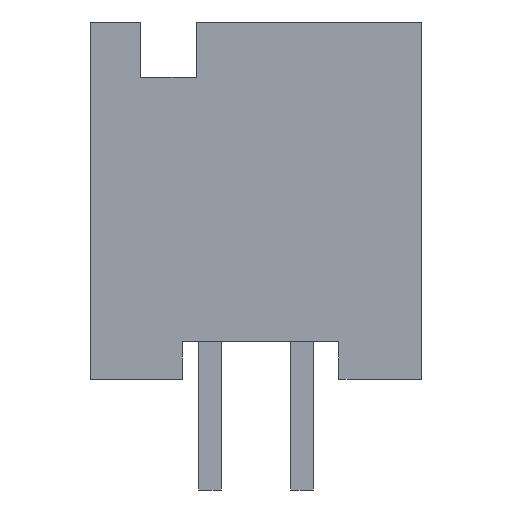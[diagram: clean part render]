
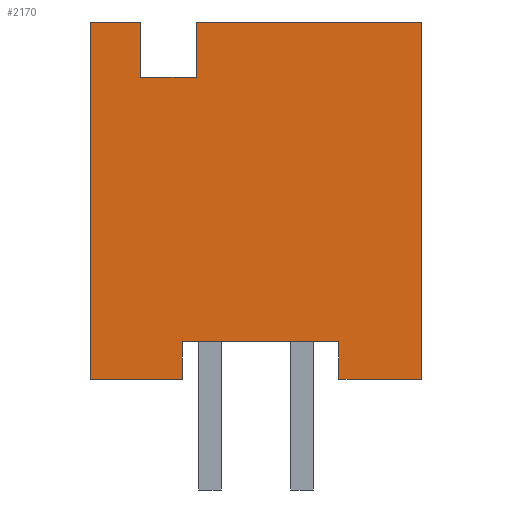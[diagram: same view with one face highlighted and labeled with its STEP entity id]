
A CAD part, left-side view. The second image highlights one B-rep face of the part: STEP entity #2170.
In plain terms, the highlighted planar face has unit normal (-1, 0, 0).
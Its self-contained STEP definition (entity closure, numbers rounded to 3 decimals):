
#132=DIRECTION('',(0.,-1.,0.));
#133=VECTOR('',#132,6.223);
#134=CARTESIAN_POINT('',(-10.16,1.651,0.));
#135=LINE('',#134,#133);
#140=DIRECTION('',(0.,-1.,0.));
#141=VECTOR('',#140,1.397);
#142=CARTESIAN_POINT('',(-10.16,4.572,0.));
#143=LINE('',#142,#141);
#184=DIRECTION('',(0.,0.,-1.));
#185=VECTOR('',#184,1.524);
#186=CARTESIAN_POINT('',(-10.16,1.651,0.));
#187=LINE('',#186,#185);
#188=DIRECTION('',(0.,0.,-1.));
#189=VECTOR('',#188,1.041);
#190=CARTESIAN_POINT('',(-10.16,2.032,-8.814));
#191=LINE('',#190,#189);
#192=DIRECTION('',(0.,0.,1.));
#193=VECTOR('',#192,9.855);
#194=CARTESIAN_POINT('',(-10.16,4.572,-9.855));
#195=LINE('',#194,#193);
#196=DIRECTION('',(0.,0.,-1.));
#197=VECTOR('',#196,1.524);
#198=CARTESIAN_POINT('',(-10.16,3.175,0.));
#199=LINE('',#198,#197);
#200=DIRECTION('',(0.,1.,0.));
#201=VECTOR('',#200,1.524);
#202=CARTESIAN_POINT('',(-10.16,1.651,-1.524));
#203=LINE('',#202,#201);
#208=DIRECTION('',(0.,0.,1.));
#209=VECTOR('',#208,9.855);
#210=CARTESIAN_POINT('',(-10.16,-4.572,-9.855));
#211=LINE('',#210,#209);
#392=DIRECTION('',(0.,-1.,0.));
#393=VECTOR('',#392,4.318);
#394=CARTESIAN_POINT('',(-10.16,2.032,-8.814));
#395=LINE('',#394,#393);
#1272=DIRECTION('',(0.,1.,0.));
#1273=VECTOR('',#1272,2.54);
#1274=CARTESIAN_POINT('',(-10.16,2.032,-9.855));
#1275=LINE('',#1274,#1273);
#1284=DIRECTION('',(0.,1.,0.));
#1285=VECTOR('',#1284,2.286);
#1286=CARTESIAN_POINT('',(-10.16,-4.572,-9.855));
#1287=LINE('',#1286,#1285);
#1340=DIRECTION('',(0.,0.,-1.));
#1341=VECTOR('',#1340,1.041);
#1342=CARTESIAN_POINT('',(-10.16,-2.286,-8.814));
#1343=LINE('',#1342,#1341);
#1544=CARTESIAN_POINT('',(-10.16,-4.572,0.));
#1546=VERTEX_POINT('',#1544);
#1580=CARTESIAN_POINT('',(-10.16,4.572,-9.855));
#1582=VERTEX_POINT('',#1580);
#1586=CARTESIAN_POINT('',(-10.16,2.032,-9.855));
#1587=VERTEX_POINT('',#1586);
#1588=CARTESIAN_POINT('',(-10.16,-4.572,-9.855));
#1589=CARTESIAN_POINT('',(-10.16,-2.286,-9.855));
#1590=VERTEX_POINT('',#1588);
#1591=VERTEX_POINT('',#1589);
#1616=CARTESIAN_POINT('',(-10.16,2.032,-8.814));
#1617=VERTEX_POINT('',#1616);
#1618=CARTESIAN_POINT('',(-10.16,-2.286,-8.814));
#1620=VERTEX_POINT('',#1618);
#1632=CARTESIAN_POINT('',(-10.16,4.572,0.));
#1633=VERTEX_POINT('',#1632);
#1664=CARTESIAN_POINT('',(-10.16,1.651,0.));
#1666=VERTEX_POINT('',#1664);
#1672=CARTESIAN_POINT('',(-10.16,3.175,0.));
#1674=VERTEX_POINT('',#1672);
#1684=CARTESIAN_POINT('',(-10.16,1.651,-1.524));
#1685=VERTEX_POINT('',#1684);
#1686=CARTESIAN_POINT('',(-10.16,3.175,-1.524));
#1687=VERTEX_POINT('',#1686);
#2142=CARTESIAN_POINT('',(-10.16,4.572,0.));
#2143=DIRECTION('',(-1.,0.,0.));
#2144=DIRECTION('',(0.,-1.,0.));
#2145=AXIS2_PLACEMENT_3D('',#2142,#2143,#2144);
#2146=PLANE('',#2145);
#2147=ORIENTED_EDGE('',*,*,#2118,.F.);
#2148=ORIENTED_EDGE('',*,*,#2067,.T.);
#2150=ORIENTED_EDGE('',*,*,#2149,.F.);
#2152=ORIENTED_EDGE('',*,*,#2151,.T.);
#2154=ORIENTED_EDGE('',*,*,#2153,.F.);
#2156=ORIENTED_EDGE('',*,*,#2155,.F.);
#2158=ORIENTED_EDGE('',*,*,#2157,.T.);
#2160=ORIENTED_EDGE('',*,*,#2159,.T.);
#2162=ORIENTED_EDGE('',*,*,#2161,.T.);
#2163=ORIENTED_EDGE('',*,*,#2079,.T.);
#2165=ORIENTED_EDGE('',*,*,#2164,.T.);
#2167=ORIENTED_EDGE('',*,*,#2166,.F.);
#2168=EDGE_LOOP('',(#2147,#2148,#2150,#2152,#2154,#2156,#2158,#2160,#2162,#2163,
#2165,#2167));
#2169=FACE_OUTER_BOUND('',#2168,.F.);
#2170=ADVANCED_FACE('',(#2169),#2146,.T.);
#2067=EDGE_CURVE('',#1666,#1546,#135,.T.);
#2079=EDGE_CURVE('',#1633,#1674,#143,.T.);
#2118=EDGE_CURVE('',#1666,#1685,#187,.T.);
#2149=EDGE_CURVE('',#1590,#1546,#211,.T.);
#2151=EDGE_CURVE('',#1590,#1591,#1287,.T.);
#2153=EDGE_CURVE('',#1620,#1591,#1343,.T.);
#2155=EDGE_CURVE('',#1617,#1620,#395,.T.);
#2157=EDGE_CURVE('',#1617,#1587,#191,.T.);
#2159=EDGE_CURVE('',#1587,#1582,#1275,.T.);
#2161=EDGE_CURVE('',#1582,#1633,#195,.T.);
#2164=EDGE_CURVE('',#1674,#1687,#199,.T.);
#2166=EDGE_CURVE('',#1685,#1687,#203,.T.);
